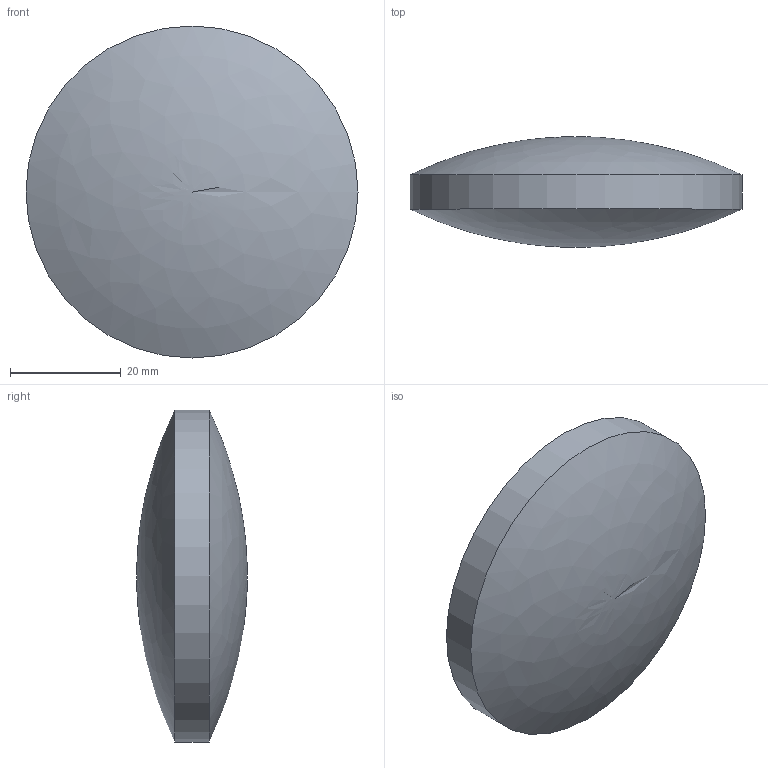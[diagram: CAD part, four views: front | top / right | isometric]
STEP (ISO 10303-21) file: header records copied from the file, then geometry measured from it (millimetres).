
FILE_DESCRIPTION(('Open CASCADE Model'),'2;1');
FILE_NAME('Open CASCADE Shape Model','2024-11-21T16:44:49',('Author'),( 'Open CASCADE'),'Open CASCADE STEP processor 7.7','Open CASCADE 7.7' ,'Unknown');
FILE_SCHEMA(('AUTOMOTIVE_DESIGN { 1 0 10303 214 1 1 1 1 }'));
Length unit declared in the file: millimetre
Products named in the file (1): COMPOUND
Bounding box: 60 x 20 x 60 mm (x, y, z)
Volume: 37408.7 mm3; surface area: 7125.4 mm2
Topology: 1 solids, 1 shells, 3 faces, 7 edges, 4 vertices
Faces by surface type: revolution 2, cylinder 1
Full cylindrical faces by diameter (mm): 60 x1
Entity records: 154 total; most frequent: CARTESIAN_POINT 33, DIRECTION 21, LINE 11, VECTOR 11, ORIENTED_EDGE 10, PCURVE 10, DEFINITIONAL_REPRESENTATION 10, EDGE_CURVE 5
